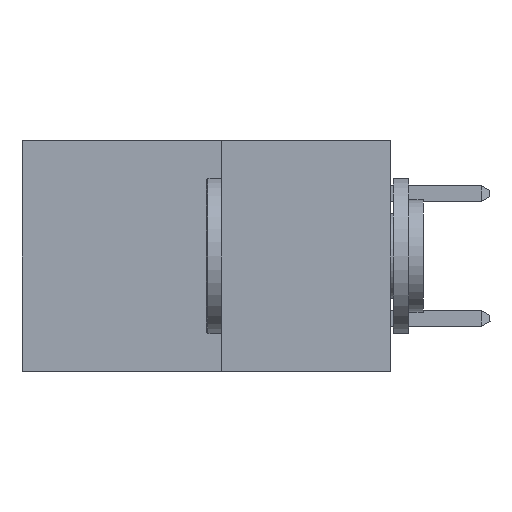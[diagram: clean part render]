
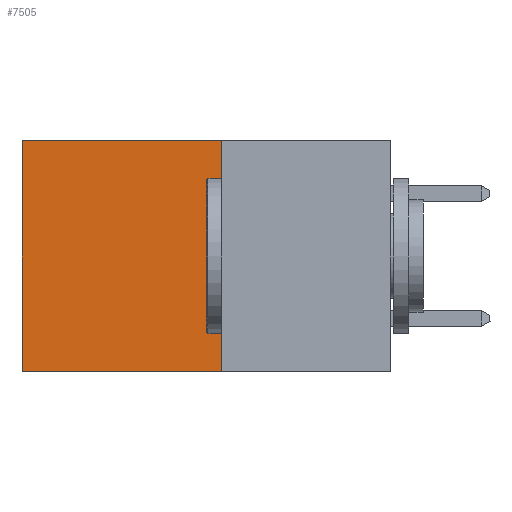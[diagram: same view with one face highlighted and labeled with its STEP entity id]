
A CAD part, left-side view. The second image highlights one B-rep face of the part: STEP entity #7505.
In plain terms, the highlighted planar face has unit normal (-1, 0, 0).
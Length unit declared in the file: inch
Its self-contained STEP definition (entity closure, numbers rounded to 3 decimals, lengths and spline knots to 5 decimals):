
#1095 = VERTEX_POINT ( 'NONE', #7411 ) ;
#3007 = DIRECTION ( 'NONE',  ( 0., 0., -1. ) ) ;
#3779 = DIRECTION ( 'NONE',  ( 1., 0., 0. ) ) ;
#5069 = ORIENTED_EDGE ( 'NONE', *, *, #9986, .F. ) ;
#5440 = LINE ( 'NONE', #6574, #23372 ) ;
#6231 = CARTESIAN_POINT ( 'NONE',  ( 0.277, 0.59, -0.37 ) ) ;
#6574 = CARTESIAN_POINT ( 'NONE',  ( 0.277, 0.59, -0.37 ) ) ;
#7002 = EDGE_CURVE ( 'NONE', #8069, #8141, #5440, .T. ) ;
#7411 = CARTESIAN_POINT ( 'NONE',  ( 0.277, 0.27, -0.37 ) ) ;
#7505 = ADVANCED_FACE ( 'NONE', ( #16323 ), #8233, .F. ) ;
#7822 = LINE ( 'NONE', #15538, #19754 ) ;
#8069 = VERTEX_POINT ( 'NONE', #23933 ) ;
#8141 = VERTEX_POINT ( 'NONE', #6231 ) ;
#8233 = PLANE ( 'NONE',  #15684 ) ;
#8973 = LINE ( 'NONE', #19912, #25511 ) ;
#9967 = ORIENTED_EDGE ( 'NONE', *, *, #18924, .F. ) ;
#9986 = EDGE_CURVE ( 'NONE', #13608, #1095, #20387, .T. ) ;
#11047 = ORIENTED_EDGE ( 'NONE', *, *, #28873, .T. ) ;
#13344 = DIRECTION ( 'NONE',  ( 0., 0., -1. ) ) ;
#13608 = VERTEX_POINT ( 'NONE', #21576 ) ;
#15538 = CARTESIAN_POINT ( 'NONE',  ( 0.277, 0.27, 0. ) ) ;
#15684 = AXIS2_PLACEMENT_3D ( 'NONE', #23954, #3779, #19498 ) ;
#16323 = FACE_OUTER_BOUND ( 'NONE', #26954, .T. ) ;
#17791 = DIRECTION ( 'NONE',  ( 0., 1., 0. ) ) ;
#18815 = CARTESIAN_POINT ( 'NONE',  ( 0.277, 0.27, -0.37 ) ) ;
#18924 = EDGE_CURVE ( 'NONE', #1095, #8141, #8973, .T. ) ;
#19498 = DIRECTION ( 'NONE',  ( 0., 0., -1. ) ) ;
#19754 = VECTOR ( 'NONE', #17791, 39.37008 ) ;
#19912 = CARTESIAN_POINT ( 'NONE',  ( 0.277, 0.27, -0.37 ) ) ;
#20387 = LINE ( 'NONE', #18815, #26390 ) ;
#21576 = CARTESIAN_POINT ( 'NONE',  ( 0.277, 0.27, 0. ) ) ;
#23372 = VECTOR ( 'NONE', #13344, 39.37008 ) ;
#23933 = CARTESIAN_POINT ( 'NONE',  ( 0.277, 0.59, 0. ) ) ;
#23954 = CARTESIAN_POINT ( 'NONE',  ( 0.277, 0.27, -0.37 ) ) ;
#24456 = DIRECTION ( 'NONE',  ( 0., 1., 0. ) ) ;
#25511 = VECTOR ( 'NONE', #24456, 39.37008 ) ;
#26390 = VECTOR ( 'NONE', #3007, 39.37008 ) ;
#26954 = EDGE_LOOP ( 'NONE', ( #27899, #9967, #5069, #11047 ) ) ;
#27899 = ORIENTED_EDGE ( 'NONE', *, *, #7002, .T. ) ;
#28873 = EDGE_CURVE ( 'NONE', #13608, #8069, #7822, .T. ) ;
